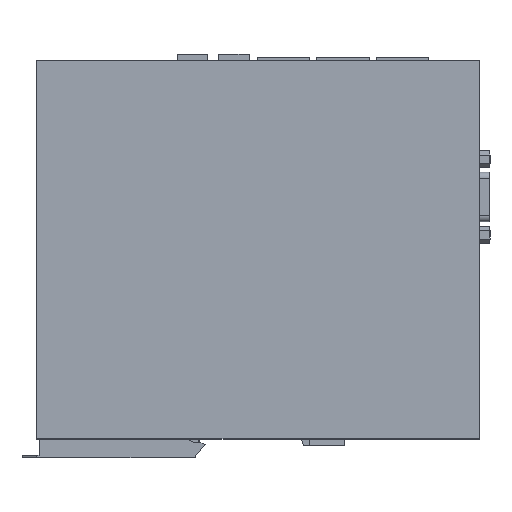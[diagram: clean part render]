
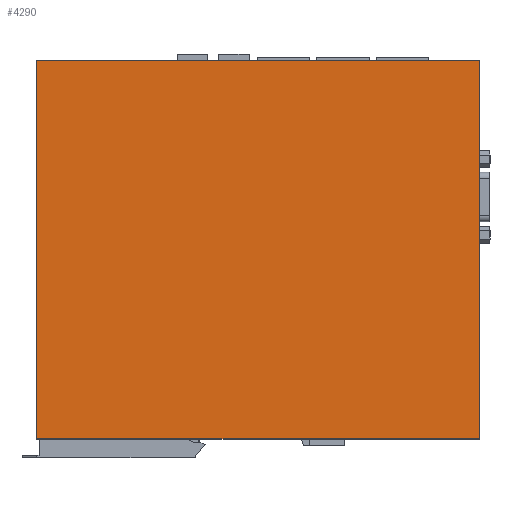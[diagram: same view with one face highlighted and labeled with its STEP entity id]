
A CAD part, top view. The second image highlights one B-rep face of the part: STEP entity #4290.
In plain terms, the highlighted face is planar.
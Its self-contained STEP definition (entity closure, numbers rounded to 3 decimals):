
#1140=CARTESIAN_POINT('',(27.2,-139.6,
-14.25));
#1150=VERTEX_POINT('',#1140);
#1200=CARTESIAN_POINT('',(27.201,-139.6,
-159.4));
#1210=DIRECTION('',(0.,0.,
1.));
#1220=VECTOR('',#1210,1.);
#1230=LINE('',#1200,#1220);
#1240=CARTESIAN_POINT('',(27.201,-139.6,
-160.6));
#1250=VERTEX_POINT('',#1240);
#1260=EDGE_CURVE('',#1250,#1150,#1230,.T.);
#3990=CARTESIAN_POINT('',(27.2,-14.6,
-23.85));
#4000=DIRECTION('',(1.,0.,
0.));
#4010=DIRECTION('',(0.,-1.,0.));
#4020=AXIS2_PLACEMENT_3D('',#3990,#4000,#4010);
#4030=PLANE('',#4020);
#4040=CARTESIAN_POINT('',(27.2,-14.6,
-14.25));
#4050=DIRECTION('',(0.,-1.,0.));
#4060=VECTOR('',#4050,1.);
#4070=LINE('',#4040,#4060);
#4080=CARTESIAN_POINT('',(27.2,-14.6,
-14.25));
#4090=VERTEX_POINT('',#4080);
#4100=EDGE_CURVE('',#4090,#1150,#4070,.T.);
#4110=ORIENTED_EDGE('',*,*,#4100,.T.);
#4120=CARTESIAN_POINT('',(27.2,-14.6,
-23.25));
#4130=DIRECTION('',(0.,0.,
1.));
#4140=VECTOR('',#4130,1.);
#4150=LINE('',#4120,#4140);
#4160=CARTESIAN_POINT('',(27.201,-14.6,
-160.6));
#4170=VERTEX_POINT('',#4160);
#4180=EDGE_CURVE('',#4170,#4090,#4150,.T.);
#4190=ORIENTED_EDGE('',*,*,#4180,.T.);
#4200=CARTESIAN_POINT('',(27.201,-14.6,
-160.6));
#4210=DIRECTION('',(0.,-1.,0.));
#4220=VECTOR('',#4210,1.);
#4230=LINE('',#4200,#4220);
#4240=EDGE_CURVE('',#4170,#1250,#4230,.T.);
#4250=ORIENTED_EDGE('',*,*,#4240,.F.);
#4260=ORIENTED_EDGE('',*,*,#1260,.F.);
#4270=EDGE_LOOP('',(#4260,#4250,#4190,#4110));
#4280=FACE_OUTER_BOUND('',#4270,.T.);
#4290=ADVANCED_FACE('',(#4280),#4030,.T.);
